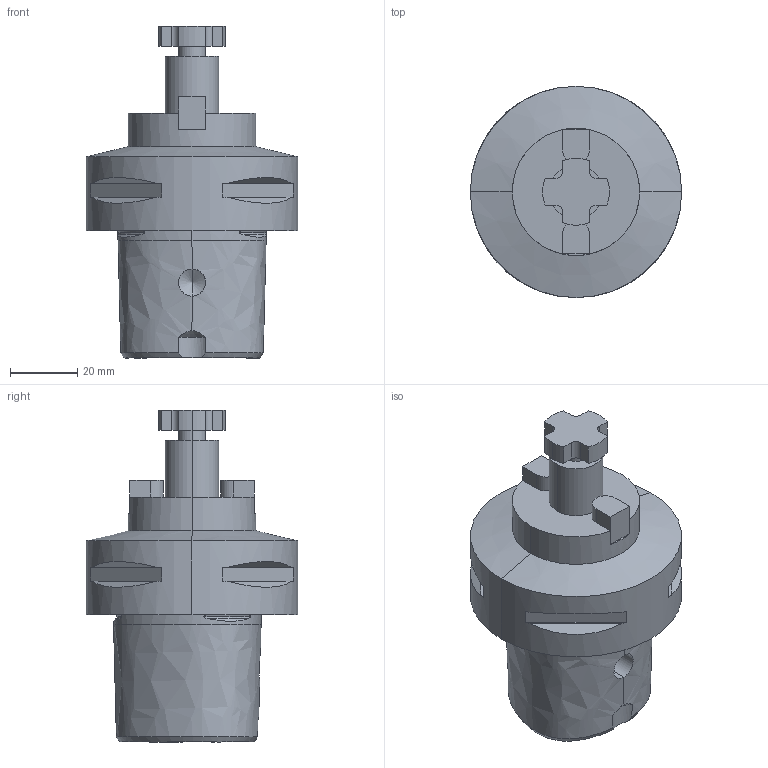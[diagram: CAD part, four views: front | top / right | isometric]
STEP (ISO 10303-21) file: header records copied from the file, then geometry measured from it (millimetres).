
FILE_DESCRIPTION (( 'STEP AP203' ), '1' );
FILE_NAME ('STP-143.157.16.035.STEP', '2018-11-14T07:13:38', ( '' ), ( '' ), 'SwSTEP 2.0', 'SolidWorks 2017', '' );
FILE_SCHEMA (( 'CONFIG_CONTROL_DESIGN' ));
Length unit declared in the file: millimetre
Products named in the file (1): STP-143.157.16.035
Bounding box: 63 x 63 x 99 mm (x, y, z)
Volume: 120048.7 mm3; surface area: 23196.6 mm2
Topology: 1 solids, 1 shells, 117 faces, 289 edges, 180 vertices
Faces by surface type: plane 52, cylinder 32, cone 18, torus 9, bspline 6
Entity records: 5930 total; most frequent: CARTESIAN_POINT 3140, ORIENTED_EDGE 570, DIRECTION 561, EDGE_CURVE 285, AXIS2_PLACEMENT_3D 217, VERTEX_POINT 180, EDGE_LOOP 129, VECTOR 127
